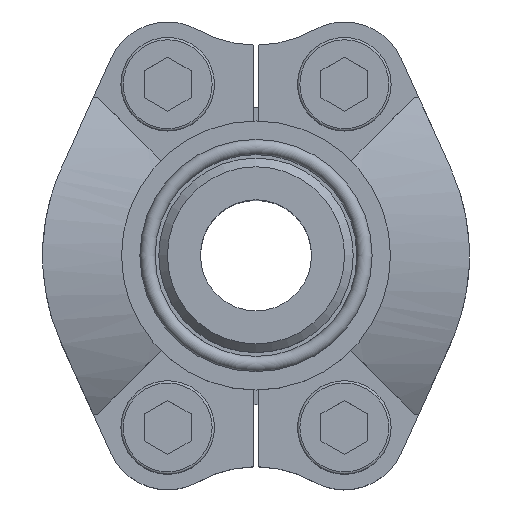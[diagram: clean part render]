
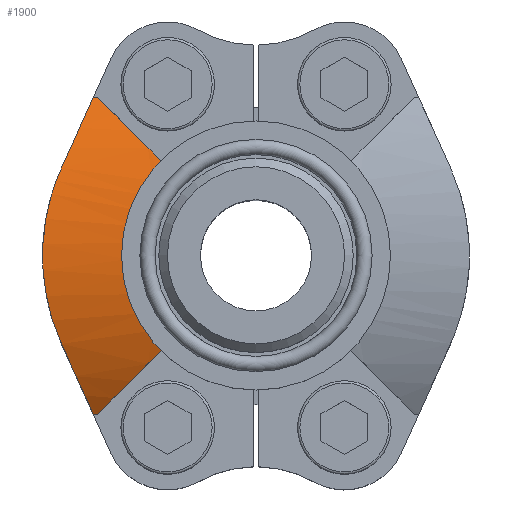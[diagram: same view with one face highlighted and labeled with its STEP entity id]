
A CAD part, top view. The second image highlights one B-rep face of the part: STEP entity #1900.
In plain terms, the highlighted cylindrical face has radius 49.731 mm (diameter 99.463 mm), a partial arc.
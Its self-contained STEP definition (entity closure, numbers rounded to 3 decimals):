
#36=ELLIPSE('',#2070,70.331,49.731);
#38=ELLIPSE('',#2074,54.578,49.731);
#40=ELLIPSE('',#2084,54.578,49.731);
#42=ELLIPSE('',#2096,70.331,49.731);
#44=B_SPLINE_CURVE_WITH_KNOTS('',3,(#2876,#2877,#2878,#2879,#2880,#2881,
#2882,#2883,#2884,#2885,#2886,#2887),.UNSPECIFIED.,.F.,.F.,(4,1,1,1,1,1,
1,1,1,4),(0.121,0.125,0.128,0.13,
0.134,0.138,0.143,0.147,
0.151,0.156),.UNSPECIFIED.);
#46=B_SPLINE_CURVE_WITH_KNOTS('',3,(#3112,#3113,#3114,#3115,#3116,#3117,
#3118,#3119,#3120),.UNSPECIFIED.,.F.,.F.,(4,1,1,1,1,1,4),(0.,0.008,
0.012,0.016,0.02,0.023,
0.031),.UNSPECIFIED.);
#82=LINE('',#3021,#218);
#94=LINE('',#3057,#230);
#218=VECTOR('',#2373,1000.);
#230=VECTOR('',#2407,1000.);
#344=CYLINDRICAL_SURFACE('',#2100,49.731);
#546=ORIENTED_EDGE('',*,*,#984,.F.);
#547=ORIENTED_EDGE('',*,*,#968,.F.);
#548=ORIENTED_EDGE('',*,*,#939,.F.);
#549=ORIENTED_EDGE('',*,*,#966,.T.);
#550=ORIENTED_EDGE('',*,*,#880,.T.);
#551=ORIENTED_EDGE('',*,*,#986,.T.);
#552=ORIENTED_EDGE('',*,*,#958,.T.);
#553=ORIENTED_EDGE('',*,*,#977,.F.);
#880=EDGE_CURVE('',#1133,#1132,#44,.T.);
#939=EDGE_CURVE('',#1187,#1188,#82,.T.);
#958=EDGE_CURVE('',#1201,#1200,#94,.T.);
#966=EDGE_CURVE('',#1187,#1133,#36,.F.);
#968=EDGE_CURVE('',#1188,#1206,#38,.F.);
#977=EDGE_CURVE('',#1210,#1200,#40,.F.);
#984=EDGE_CURVE('',#1206,#1210,#46,.T.);
#986=EDGE_CURVE('',#1132,#1201,#42,.F.);
#1132=VERTEX_POINT('',#2875);
#1133=VERTEX_POINT('',#2888);
#1187=VERTEX_POINT('',#3020);
#1188=VERTEX_POINT('',#3022);
#1200=VERTEX_POINT('',#3056);
#1201=VERTEX_POINT('',#3058);
#1206=VERTEX_POINT('',#3077);
#1210=VERTEX_POINT('',#3095);
#1455=EDGE_LOOP('',(#546,#547,#548,#549,#550,#551,#552,#553));
#1649=FACE_BOUND('',#1455,.T.);
#1900=ADVANCED_FACE('',(#1649),#344,.T.);
#2070=AXIS2_PLACEMENT_3D('',#3072,#2421,#2422);
#2074=AXIS2_PLACEMENT_3D('',#3076,#2429,#2430);
#2084=AXIS2_PLACEMENT_3D('',#3096,#2454,#2455);
#2096=AXIS2_PLACEMENT_3D('',#3132,#2481,#2482);
#2100=AXIS2_PLACEMENT_3D('',#3136,#2489,#2490);
#2373=DIRECTION('',(-1.,0.,0.));
#2407=DIRECTION('',(-1.,0.,0.));
#2421=DIRECTION('',(0.707,-0.707,0.));
#2422=DIRECTION('',(-0.707,-0.707,0.));
#2429=DIRECTION('',(0.911,0.412,0.));
#2430=DIRECTION('',(-0.412,0.911,0.));
#2454=DIRECTION('',(0.911,-0.412,0.));
#2455=DIRECTION('',(-0.412,-0.911,0.));
#2481=DIRECTION('',(0.707,0.707,0.));
#2482=DIRECTION('',(-0.707,0.707,0.));
#2489=DIRECTION('',(-1.,0.,0.));
#2490=DIRECTION('',(0.,0.,1.));
#2875=CARTESIAN_POINT('',(-15.45,15.45,19.539));
#2876=CARTESIAN_POINT('',(-15.45,-15.45,19.539));
#2877=CARTESIAN_POINT('',(-16.454,-14.446,19.867));
#2878=CARTESIAN_POINT('',(-17.804,-12.802,20.351));
#2879=CARTESIAN_POINT('',(-19.263,-10.387,20.916));
#2880=CARTESIAN_POINT('',(-20.506,-7.781,21.419));
#2881=CARTESIAN_POINT('',(-21.554,-4.373,21.869));
#2882=CARTESIAN_POINT('',(-21.996,0.021,22.065));
#2883=CARTESIAN_POINT('',(-21.562,4.335,21.872));
#2884=CARTESIAN_POINT('',(-20.281,8.502,21.323));
#2885=CARTESIAN_POINT('',(-18.259,12.25,20.514));
#2886=CARTESIAN_POINT('',(-16.443,14.457,19.864));
#2887=CARTESIAN_POINT('',(-15.45,15.45,19.539));
#2888=CARTESIAN_POINT('',(-15.45,-15.45,19.539));
#3020=CARTESIAN_POINT('',(-27.05,-27.05,14.));
#3021=CARTESIAN_POINT('',(80.,-27.05,14.));
#3022=CARTESIAN_POINT('',(-27.828,-27.05,14.));
#3056=CARTESIAN_POINT('',(-27.828,27.05,14.));
#3057=CARTESIAN_POINT('',(80.,27.05,14.));
#3058=CARTESIAN_POINT('',(-27.05,27.05,14.));
#3072=CARTESIAN_POINT('',(0.,0.,-27.731));
#3076=CARTESIAN_POINT('',(-40.057,0.,-27.731));
#3077=CARTESIAN_POINT('',(-33.259,-15.036,19.672));
#3095=CARTESIAN_POINT('',(-33.259,15.036,19.672));
#3096=CARTESIAN_POINT('',(-40.057,0.,-27.731));
#3112=CARTESIAN_POINT('',(-33.259,-15.036,19.672));
#3113=CARTESIAN_POINT('',(-34.305,-12.722,20.406));
#3114=CARTESIAN_POINT('',(-35.513,-9.108,21.278));
#3115=CARTESIAN_POINT('',(-36.362,-3.908,21.898));
#3116=CARTESIAN_POINT('',(-36.569,0.001,22.051));
#3117=CARTESIAN_POINT('',(-36.361,3.913,21.898));
#3118=CARTESIAN_POINT('',(-35.513,9.111,21.278));
#3119=CARTESIAN_POINT('',(-34.305,12.722,20.406));
#3120=CARTESIAN_POINT('',(-33.259,15.036,19.672));
#3132=CARTESIAN_POINT('',(0.,0.,-27.731));
#3136=CARTESIAN_POINT('',(80.,0.,-27.731));
